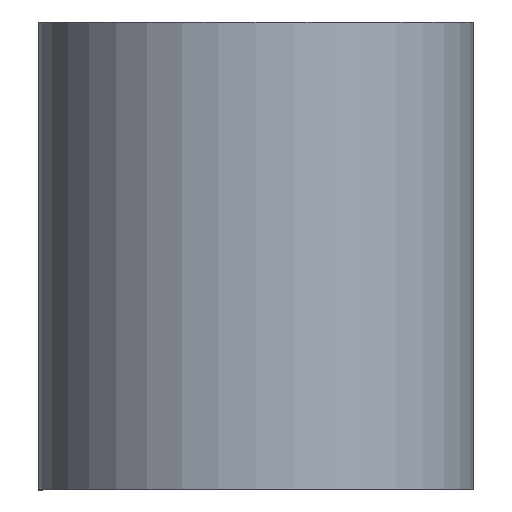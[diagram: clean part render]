
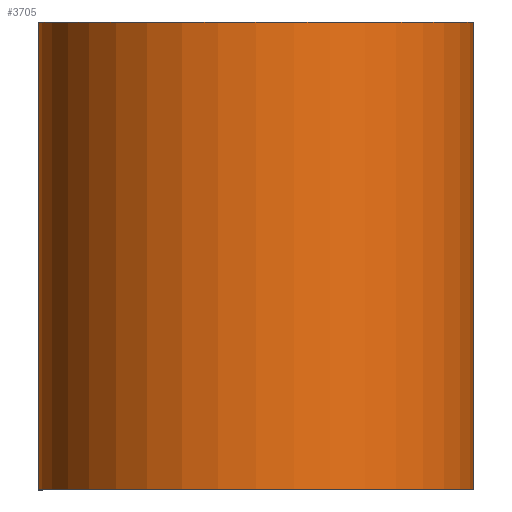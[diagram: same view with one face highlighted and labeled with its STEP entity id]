
A CAD part, top view. The second image highlights one B-rep face of the part: STEP entity #3705.
In plain terms, the highlighted cylindrical face has radius 6.985 mm (diameter 13.97 mm), a partial arc.
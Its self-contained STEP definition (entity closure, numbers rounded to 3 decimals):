
#376 = EDGE_CURVE ( 'NONE', #3865, #1532, #557, .T. ) ;
#557 = LINE ( 'NONE', #4278, #4017 ) ;
#872 = EDGE_LOOP ( 'NONE', ( #1852, #2304, #1200, #1098 ) ) ;
#947 = DIRECTION ( 'NONE',  ( 0., -1., 0. ) ) ;
#1001 = AXIS2_PLACEMENT_3D ( 'NONE', #3426, #1090, #3057 ) ;
#1011 = CYLINDRICAL_SURFACE ( 'NONE', #3855, 6.985 ) ;
#1090 = DIRECTION ( 'NONE',  ( 0., -1., 0. ) ) ;
#1098 = ORIENTED_EDGE ( 'NONE', *, *, #376, .T. ) ;
#1107 = DIRECTION ( 'NONE',  ( 1., 0., 0. ) ) ;
#1154 = CARTESIAN_POINT ( 'NONE',  ( -7.05, 15., 0. ) ) ;
#1200 = ORIENTED_EDGE ( 'NONE', *, *, #2495, .T. ) ;
#1380 = EDGE_CURVE ( 'NONE', #2442, #1532, #4166, .T. ) ;
#1530 = CARTESIAN_POINT ( 'NONE',  ( -7.05, 0., 0. ) ) ;
#1532 = VERTEX_POINT ( 'NONE', #1530 ) ;
#1558 = DIRECTION ( 'NONE',  ( 0., -1., 0. ) ) ;
#1668 = VERTEX_POINT ( 'NONE', #1704 ) ;
#1704 = CARTESIAN_POINT ( 'NONE',  ( 6.92, 15., 0. ) ) ;
#1812 = DIRECTION ( 'NONE',  ( 0., -1., 0. ) ) ;
#1852 = ORIENTED_EDGE ( 'NONE', *, *, #1380, .F. ) ;
#1983 = VECTOR ( 'NONE', #947, 1000. ) ;
#2220 = AXIS2_PLACEMENT_3D ( 'NONE', #3846, #3493, #1107 ) ;
#2304 = ORIENTED_EDGE ( 'NONE', *, *, #4030, .F. ) ;
#2306 = LINE ( 'NONE', #2894, #1983 ) ;
#2335 = CIRCLE ( 'NONE', #1001, 6.985 ) ;
#2442 = VERTEX_POINT ( 'NONE', #3307 ) ;
#2495 = EDGE_CURVE ( 'NONE', #1668, #3865, #2335, .T. ) ;
#2672 = CARTESIAN_POINT ( 'NONE',  ( -0.065, 15., 0. ) ) ;
#2894 = CARTESIAN_POINT ( 'NONE',  ( 6.92, 15., 0. ) ) ;
#3057 = DIRECTION ( 'NONE',  ( 1., 0., 0. ) ) ;
#3132 = DIRECTION ( 'NONE',  ( 0., 0., -1. ) ) ;
#3307 = CARTESIAN_POINT ( 'NONE',  ( 6.92, 0., 0. ) ) ;
#3426 = CARTESIAN_POINT ( 'NONE',  ( -0.065, 15., 0. ) ) ;
#3493 = DIRECTION ( 'NONE',  ( 0., -1., 0. ) ) ;
#3705 = ADVANCED_FACE ( 'NONE', ( #4093 ), #1011, .T. ) ;
#3846 = CARTESIAN_POINT ( 'NONE',  ( -0.065, 0., 0. ) ) ;
#3855 = AXIS2_PLACEMENT_3D ( 'NONE', #2672, #1812, #3132 ) ;
#3865 = VERTEX_POINT ( 'NONE', #1154 ) ;
#4017 = VECTOR ( 'NONE', #1558, 1000. ) ;
#4030 = EDGE_CURVE ( 'NONE', #1668, #2442, #2306, .T. ) ;
#4093 = FACE_OUTER_BOUND ( 'NONE', #872, .T. ) ;
#4166 = CIRCLE ( 'NONE', #2220, 6.985 ) ;
#4278 = CARTESIAN_POINT ( 'NONE',  ( -7.05, 15., 0. ) ) ;
